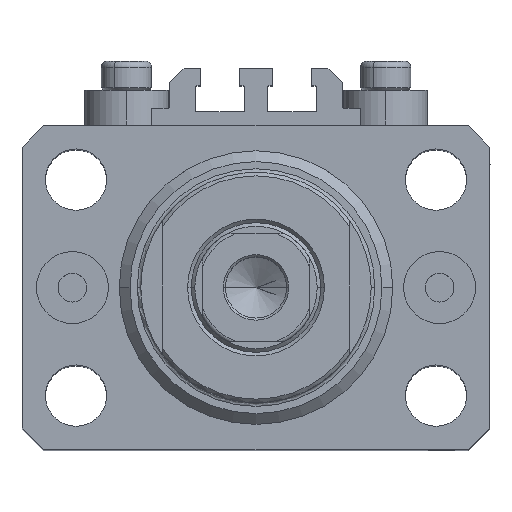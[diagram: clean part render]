
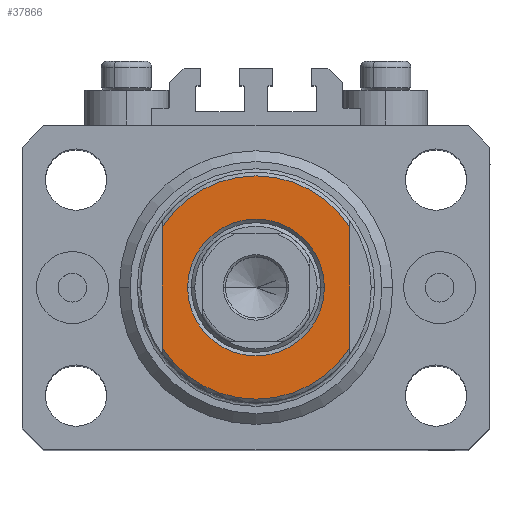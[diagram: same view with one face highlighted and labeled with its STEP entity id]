
A CAD part, top view. The second image highlights one B-rep face of the part: STEP entity #37866.
In plain terms, the highlighted face is planar.
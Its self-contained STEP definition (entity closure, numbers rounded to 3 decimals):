
#513 = EDGE_CURVE ( 'NONE', #10420, #17352, #44154, .T. ) ;
#1005 = DIRECTION ( 'NONE',  ( -1., 0., 0. ) ) ;
#1153 = EDGE_CURVE ( 'NONE', #12532, #31000, #22077, .T. ) ;
#3930 = CIRCLE ( 'NONE', #11592, 9.5 ) ;
#4497 = FACE_OUTER_BOUND ( 'NONE', #22406, .T. ) ;
#4741 = DIRECTION ( 'NONE',  ( -1., 0., 0. ) ) ;
#5111 = CARTESIAN_POINT ( 'NONE',  ( -13., -8.441, -6.5 ) ) ;
#5308 = ORIENTED_EDGE ( 'NONE', *, *, #35484, .F. ) ;
#5810 = VERTEX_POINT ( 'NONE', #16640 ) ;
#7156 = ORIENTED_EDGE ( 'NONE', *, *, #14283, .T. ) ;
#9812 = CARTESIAN_POINT ( 'NONE',  ( 13., -43.081, -6.5 ) ) ;
#10420 = VERTEX_POINT ( 'NONE', #29624 ) ;
#10673 = CARTESIAN_POINT ( 'NONE',  ( 13., -8.441, -6.5 ) ) ;
#10791 = CARTESIAN_POINT ( 'NONE',  ( 0., 0., -6.5 ) ) ;
#11316 = AXIS2_PLACEMENT_3D ( 'NONE', #10791, #17720, #35368 ) ;
#11592 = AXIS2_PLACEMENT_3D ( 'NONE', #22516, #44432, #1005 ) ;
#12147 = CARTESIAN_POINT ( 'NONE',  ( 0., 0., -6.5 ) ) ;
#12530 = VERTEX_POINT ( 'NONE', #32623 ) ;
#12532 = VERTEX_POINT ( 'NONE', #10673 ) ;
#12767 = CARTESIAN_POINT ( 'NONE',  ( 0., 0., -6.5 ) ) ;
#12921 = LINE ( 'NONE', #9812, #43898 ) ;
#13122 = DIRECTION ( 'NONE',  ( -1., 0., 0. ) ) ;
#14283 = EDGE_CURVE ( 'NONE', #12530, #12532, #12921, .T. ) ;
#14356 = CIRCLE ( 'NONE', #11316, 15.5 ) ;
#15692 = ORIENTED_EDGE ( 'NONE', *, *, #1153, .T. ) ;
#16038 = EDGE_LOOP ( 'NONE', ( #27330, #44062 ) ) ;
#16640 = CARTESIAN_POINT ( 'NONE',  ( -13., 8.441, -6.5 ) ) ;
#16722 = VECTOR ( 'NONE', #29590, 1000. ) ;
#17352 = VERTEX_POINT ( 'NONE', #44801 ) ;
#17720 = DIRECTION ( 'NONE',  ( 0., 0., -1. ) ) ;
#19822 = AXIS2_PLACEMENT_3D ( 'NONE', #46022, #27223, #13122 ) ;
#22077 = CIRCLE ( 'NONE', #19822, 15.5 ) ;
#22406 = EDGE_LOOP ( 'NONE', ( #37813, #7156, #15692, #5308 ) ) ;
#22516 = CARTESIAN_POINT ( 'NONE',  ( 0., 0., -6.5 ) ) ;
#23607 = FACE_BOUND ( 'NONE', #16038, .T. ) ;
#23633 = AXIS2_PLACEMENT_3D ( 'NONE', #12767, #42542, #35176 ) ;
#26015 = LINE ( 'NONE', #43634, #16722 ) ;
#27223 = DIRECTION ( 'NONE',  ( 0., 0., -1. ) ) ;
#27330 = ORIENTED_EDGE ( 'NONE', *, *, #46157, .T. ) ;
#29590 = DIRECTION ( 'NONE',  ( 0., -1., 0. ) ) ;
#29624 = CARTESIAN_POINT ( 'NONE',  ( 9.5, 0., -6.5 ) ) ;
#30991 = PLANE ( 'NONE',  #44924 ) ;
#31000 = VERTEX_POINT ( 'NONE', #5111 ) ;
#32623 = CARTESIAN_POINT ( 'NONE',  ( 13., 8.441, -6.5 ) ) ;
#33961 = EDGE_CURVE ( 'NONE', #5810, #12530, #14356, .T. ) ;
#35176 = DIRECTION ( 'NONE',  ( -1., 0., 0. ) ) ;
#35368 = DIRECTION ( 'NONE',  ( -1., 0., 0. ) ) ;
#35484 = EDGE_CURVE ( 'NONE', #5810, #31000, #26015, .T. ) ;
#37813 = ORIENTED_EDGE ( 'NONE', *, *, #33961, .T. ) ;
#37866 = ADVANCED_FACE ( 'NONE', ( #23607, #4497 ), #30991, .T. ) ;
#41936 = DIRECTION ( 'NONE',  ( 0., 0., -1. ) ) ;
#42011 = DIRECTION ( 'NONE',  ( 0., -1., 0. ) ) ;
#42542 = DIRECTION ( 'NONE',  ( 0., 0., 1. ) ) ;
#43634 = CARTESIAN_POINT ( 'NONE',  ( -13., -43.081, -6.5 ) ) ;
#43898 = VECTOR ( 'NONE', #42011, 1000. ) ;
#44062 = ORIENTED_EDGE ( 'NONE', *, *, #513, .T. ) ;
#44154 = CIRCLE ( 'NONE', #23633, 9.5 ) ;
#44432 = DIRECTION ( 'NONE',  ( 0., 0., 1. ) ) ;
#44801 = CARTESIAN_POINT ( 'NONE',  ( -9.5, 0., -6.5 ) ) ;
#44924 = AXIS2_PLACEMENT_3D ( 'NONE', #12147, #41936, #4741 ) ;
#46022 = CARTESIAN_POINT ( 'NONE',  ( 0., 0., -6.5 ) ) ;
#46157 = EDGE_CURVE ( 'NONE', #17352, #10420, #3930, .T. ) ;
